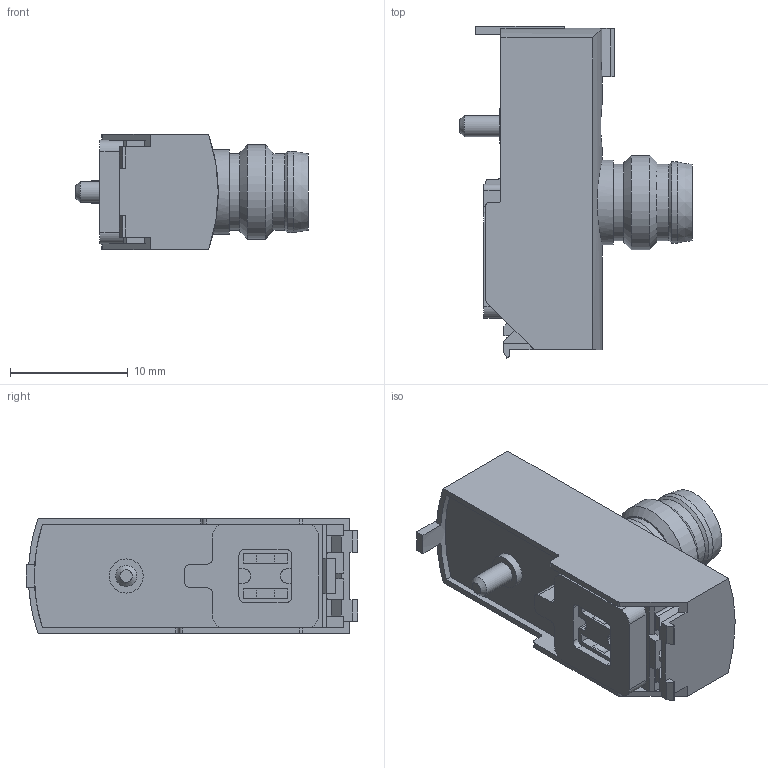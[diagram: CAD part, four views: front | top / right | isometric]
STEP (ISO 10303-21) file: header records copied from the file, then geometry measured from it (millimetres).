
FILE_DESCRIPTION(/* description */ ('STEP AP214'),/* implementation_level */ '2;1');
FILE_NAME(/* name */ '573919_VAVE-L1-1VR8-LP',/* time_stamp */ '2024-09-16T10:22:58+02:00',/* author */ ('License CC BY-ND 4.0'),/* organization */ ('CADENAS'),/* preprocessor_version */ 'ST-DEVELOPER v19.3',/* originating_system */ 'PARTsolutions',/* authorisation */ ' ');
FILE_SCHEMA (('AUTOMOTIVE_DESIGN {1 0 10303 214 3 1 1}'));
Length unit declared in the file: millimetre
Products named in the file (1): 573919 VAVE-L1-1VR8-LP
Bounding box: 19.75 x 28.2 x 9.8 mm (x, y, z)
Volume: 2363.9 mm3; surface area: 1879.5 mm2
Topology: 1 solids, 1 shells, 225 faces, 606 edges, 396 vertices
Faces by surface type: plane 145, cylinder 64, cone 12, sphere 3, torus 1
Full cylindrical faces by diameter (mm): 1 x3, 1.6 x2, 1.8 x1, 2.9 x1, 3.6 x1, 3.8 x1, 5.8 x1, 6.5 x2, 6.9 x1, 7.2 x1, 8 x1
Entity records: 8414 total; most frequent: CARTESIAN_POINT 1253, DIRECTION 1147, ORIENTED_EDGE 1138, EDGE_CURVE 569, LINE 403, VECTOR 403, VERTEX_POINT 384, AXIS2_PLACEMENT_3D 372
